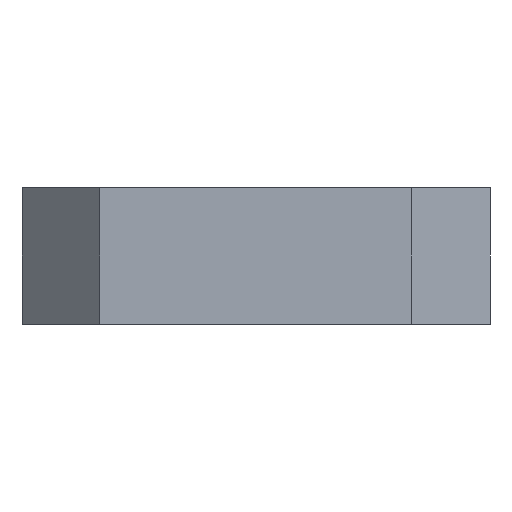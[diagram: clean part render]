
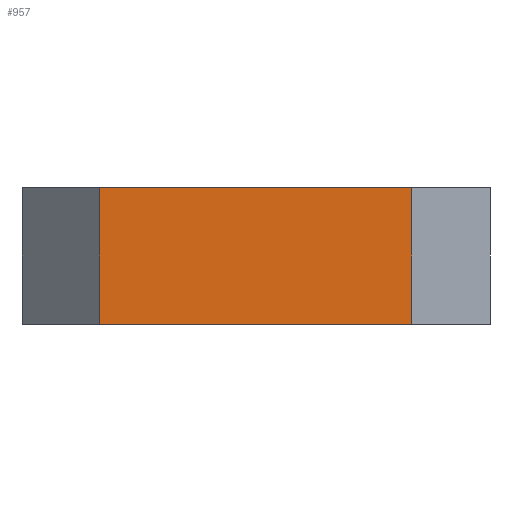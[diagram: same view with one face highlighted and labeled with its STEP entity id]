
A CAD part, left-side view. The second image highlights one B-rep face of the part: STEP entity #957.
In plain terms, the highlighted planar face has unit normal (-1, 0, 0).
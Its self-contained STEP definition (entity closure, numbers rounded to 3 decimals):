
#31 = VERTEX_POINT ( 'NONE', #1078 ) ;
#71 = EDGE_CURVE ( 'NONE', #617, #1405, #1046, .T. ) ;
#273 = CARTESIAN_POINT ( 'NONE',  ( 0., 0., 7. ) ) ;
#286 = VERTEX_POINT ( 'NONE', #1344 ) ;
#314 = VECTOR ( 'NONE', #581, 1000. ) ;
#319 = LINE ( 'NONE', #2151, #1447 ) ;
#479 = CARTESIAN_POINT ( 'NONE',  ( 0., -20., 7. ) ) ;
#530 = AXIS2_PLACEMENT_3D ( 'NONE', #273, #2217, #1152 ) ;
#581 = DIRECTION ( 'NONE',  ( 0., -1., 0. ) ) ;
#617 = VERTEX_POINT ( 'NONE', #2172 ) ;
#660 = ORIENTED_EDGE ( 'NONE', *, *, #1073, .T. ) ;
#694 = DIRECTION ( 'NONE',  ( 0., -1., 0. ) ) ;
#773 = PLANE ( 'NONE',  #530 ) ;
#784 = FACE_OUTER_BOUND ( 'NONE', #1136, .T. ) ;
#789 = EDGE_CURVE ( 'NONE', #617, #286, #319, .T. ) ;
#812 = CARTESIAN_POINT ( 'NONE',  ( 0., 0., 0. ) ) ;
#903 = DIRECTION ( 'NONE',  ( 0., 0., -1. ) ) ;
#957 = ADVANCED_FACE ( 'NONE', ( #784 ), #773, .F. ) ;
#1046 = LINE ( 'NONE', #1412, #2061 ) ;
#1073 = EDGE_CURVE ( 'NONE', #31, #1405, #2071, .T. ) ;
#1078 = CARTESIAN_POINT ( 'NONE',  ( 0., -20., 0. ) ) ;
#1136 = EDGE_LOOP ( 'NONE', ( #1216, #660, #1279, #1857 ) ) ;
#1152 = DIRECTION ( 'NONE',  ( 0., 0., -1. ) ) ;
#1216 = ORIENTED_EDGE ( 'NONE', *, *, #2129, .T. ) ;
#1279 = ORIENTED_EDGE ( 'NONE', *, *, #71, .F. ) ;
#1344 = CARTESIAN_POINT ( 'NONE',  ( 0., -4., 0. ) ) ;
#1405 = VERTEX_POINT ( 'NONE', #1468 ) ;
#1412 = CARTESIAN_POINT ( 'NONE',  ( 0., 0., 7. ) ) ;
#1447 = VECTOR ( 'NONE', #903, 1000. ) ;
#1468 = CARTESIAN_POINT ( 'NONE',  ( 0., -20., 7. ) ) ;
#1857 = ORIENTED_EDGE ( 'NONE', *, *, #789, .T. ) ;
#1902 = VECTOR ( 'NONE', #2075, 1000. ) ;
#2061 = VECTOR ( 'NONE', #694, 1000. ) ;
#2071 = LINE ( 'NONE', #479, #1902 ) ;
#2075 = DIRECTION ( 'NONE',  ( 0., 0., 1. ) ) ;
#2129 = EDGE_CURVE ( 'NONE', #286, #31, #2178, .T. ) ;
#2151 = CARTESIAN_POINT ( 'NONE',  ( 0., -4., 7. ) ) ;
#2172 = CARTESIAN_POINT ( 'NONE',  ( 0., -4., 7. ) ) ;
#2178 = LINE ( 'NONE', #812, #314 ) ;
#2217 = DIRECTION ( 'NONE',  ( 1., 0., 0. ) ) ;
